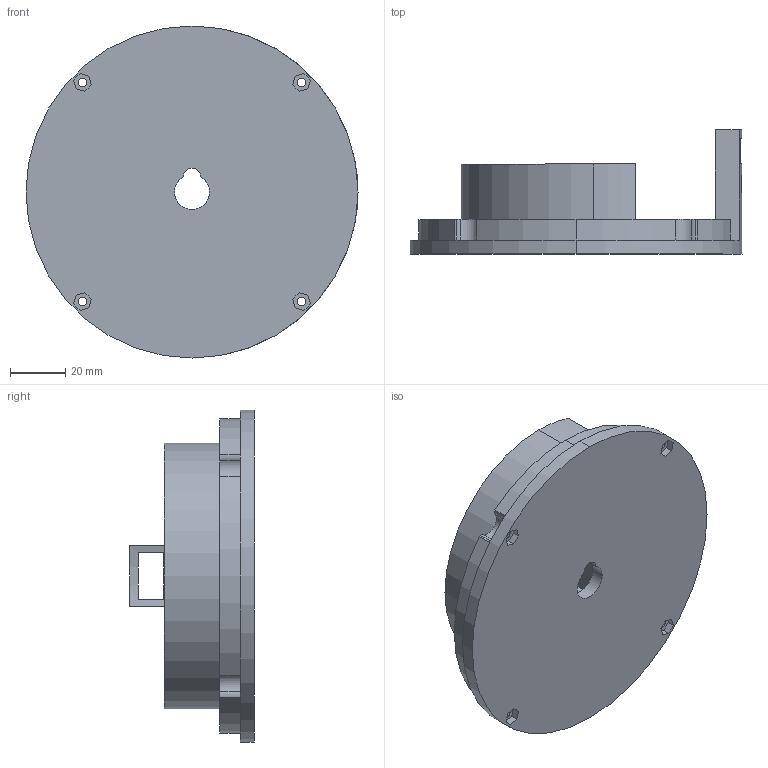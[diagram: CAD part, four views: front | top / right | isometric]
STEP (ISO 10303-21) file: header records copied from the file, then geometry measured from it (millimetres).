
FILE_DESCRIPTION (( 'STEP AP203' ), '1' );
FILE_NAME ('Stojalo.STEP', '2025-08-17T06:29:43', ( '' ), ( '' ), 'SwSTEP 2.0', 'SolidWorks 2023', '' );
FILE_SCHEMA (( 'CONFIG_CONTROL_DESIGN' ));
Length unit declared in the file: millimetre
Products named in the file (1): Stojalo
Bounding box: 120 x 45 x 120 mm (x, y, z)
Volume: 128659 mm3; surface area: 40355.3 mm2
Topology: 1 solids, 1 shells, 130 faces, 345 edges, 226 vertices
Faces by surface type: plane 63, cylinder 58, cone 6, torus 3
Entity records: 4203 total; most frequent: DIRECTION 744, CARTESIAN_POINT 732, ORIENTED_EDGE 690, EDGE_CURVE 345, AXIS2_PLACEMENT_3D 270, VERTEX_POINT 226, VECTOR 204, LINE 204
